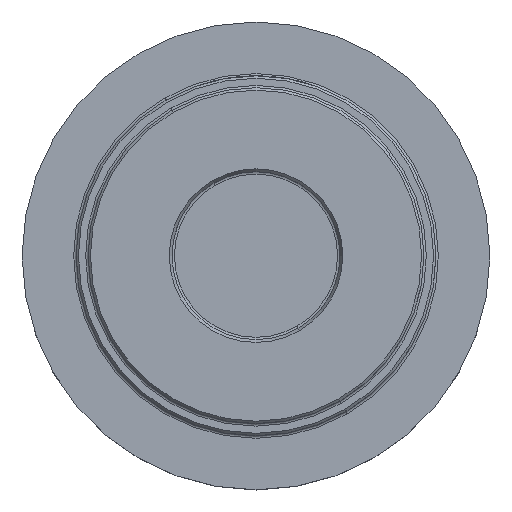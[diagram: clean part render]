
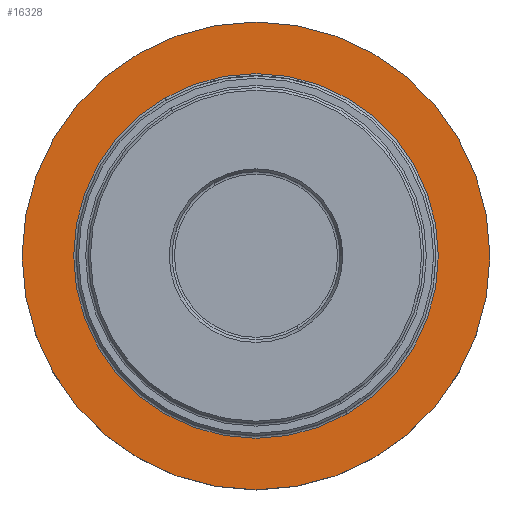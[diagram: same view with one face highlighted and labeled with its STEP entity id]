
A CAD part, top view. The second image highlights one B-rep face of the part: STEP entity #16328.
In plain terms, the highlighted planar face has unit normal (0, 0, 1).
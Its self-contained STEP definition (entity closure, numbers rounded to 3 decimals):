
#7456=CARTESIAN_POINT('',(0.,0.,19.05));
#7457=DIRECTION('',(0.,0.,1.));
#7458=DIRECTION('',(-0.5,0.866,0.));
#7459=AXIS2_PLACEMENT_3D('',#7456,#7457,#7458);
#7464=CARTESIAN_POINT('',(0.,0.,19.05));
#7465=DIRECTION('',(0.,0.,-1.));
#7466=DIRECTION('',(-0.5,0.866,0.));
#7467=AXIS2_PLACEMENT_3D('',#7464,#7465,#7466);
#7472=CARTESIAN_POINT('',(0.,0.,19.05));
#7473=DIRECTION('',(0.,0.,-1.));
#7474=DIRECTION('',(-0.5,0.866,0.));
#7475=AXIS2_PLACEMENT_3D('',#7472,#7473,#7474);
#7487=CARTESIAN_POINT('',(0.,0.,19.05));
#7488=DIRECTION('',(0.,0.,1.));
#7489=DIRECTION('',(-0.5,0.866,0.));
#7490=AXIS2_PLACEMENT_3D('',#7487,#7488,#7489);
#13522=CARTESIAN_POINT('',(-19.,32.909,19.05));
#13523=VERTEX_POINT('',#13522);
#13524=CARTESIAN_POINT('',(-24.375,42.219,19.05));
#13526=VERTEX_POINT('',#13524);
#13588=CARTESIAN_POINT('',(19.,-32.909,19.05));
#13589=VERTEX_POINT('',#13588);
#13590=CARTESIAN_POINT('',(24.375,-42.219,19.05));
#13592=VERTEX_POINT('',#13590);
#16313=CARTESIAN_POINT('',(0.,0.,19.05));
#16314=DIRECTION('',(0.,0.,-1.));
#16315=DIRECTION('',(-0.5,0.866,0.));
#16316=AXIS2_PLACEMENT_3D('',#16313,#16314,#16315);
#16317=PLANE('',#16316);
#16319=ORIENTED_EDGE('',*,*,#16318,.T.);
#16321=ORIENTED_EDGE('',*,*,#16320,.F.);
#16322=EDGE_LOOP('',(#16319,#16321));
#16323=FACE_OUTER_BOUND('',#16322,.F.);
#16324=ORIENTED_EDGE('',*,*,#16308,.T.);
#16325=ORIENTED_EDGE('',*,*,#16292,.F.);
#16326=EDGE_LOOP('',(#16324,#16325));
#16327=FACE_BOUND('',#16326,.F.);
#16328=ADVANCED_FACE('',(#16323,#16327),#16317,.F.);
#7460=CIRCLE('',#7459,38.);
#7468=CIRCLE('',#7467,38.);
#7476=CIRCLE('',#7475,48.75);
#7491=CIRCLE('',#7490,48.75);
#16292=EDGE_CURVE('',#13523,#13589,#7468,.T.);
#16308=EDGE_CURVE('',#13523,#13589,#7460,.T.);
#16318=EDGE_CURVE('',#13526,#13592,#7476,.T.);
#16320=EDGE_CURVE('',#13526,#13592,#7491,.T.);
